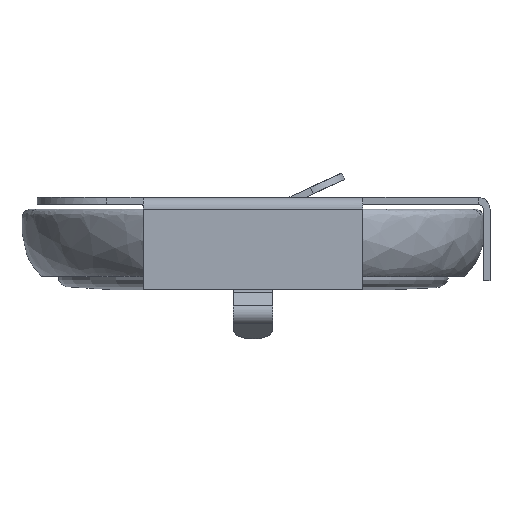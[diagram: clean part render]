
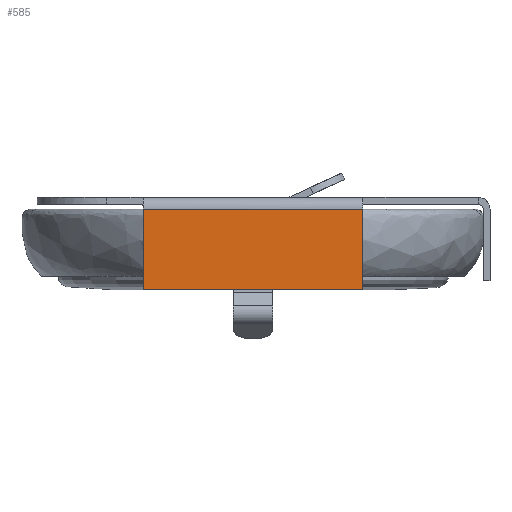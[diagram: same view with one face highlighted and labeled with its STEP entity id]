
A CAD part, front view. The second image highlights one B-rep face of the part: STEP entity #585.
In plain terms, the highlighted planar face has unit normal (0, -1, 0).
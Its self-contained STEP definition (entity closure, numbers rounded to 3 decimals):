
#90=PLANE('',#3733);
#585=ADVANCED_FACE('',(#724),#90,.T.);
#724=FACE_OUTER_BOUND('',#894,.T.);
#894=EDGE_LOOP('',(#1579,#1580,#1581,#1582,#1583,#1584));
#1579=ORIENTED_EDGE('',*,*,#2194,.T.);
#1580=ORIENTED_EDGE('',*,*,#2323,.T.);
#1581=ORIENTED_EDGE('',*,*,#2325,.T.);
#1582=ORIENTED_EDGE('',*,*,#2326,.T.);
#1583=ORIENTED_EDGE('',*,*,#2289,.T.);
#1584=ORIENTED_EDGE('',*,*,#2212,.F.);
#2194=EDGE_CURVE('',#3434,#3432,#2664,.T.);
#2212=EDGE_CURVE('',#3434,#3449,#2675,.T.);
#2289=EDGE_CURVE('',#3500,#3449,#2741,.T.);
#2323=EDGE_CURVE('',#3432,#3520,#2767,.T.);
#2325=EDGE_CURVE('',#3520,#3528,#2769,.T.);
#2326=EDGE_CURVE('',#3528,#3500,#2770,.T.);
#2664=B_SPLINE_CURVE_WITH_KNOTS('',1,(#14941,#14942),.UNSPECIFIED.,.F.,
 .F.,(2,2),(-3.5,0.),.UNSPECIFIED.);
#2675=B_SPLINE_CURVE_WITH_KNOTS('',1,(#14996,#14997),.UNSPECIFIED.,.F.,
 .F.,(2,2),(0.,9.5),.UNSPECIFIED.);
#2741=B_SPLINE_CURVE_WITH_KNOTS('',1,(#15177,#15178),.UNSPECIFIED.,.F.,
 .F.,(2,2),(0.,3.5),.UNSPECIFIED.);
#2767=B_SPLINE_CURVE_WITH_KNOTS('',1,(#15253,#15254),.UNSPECIFIED.,.F.,
 .F.,(2,2),(-3.9,0.),.UNSPECIFIED.);
#2769=B_SPLINE_CURVE_WITH_KNOTS('',1,(#15257,#15258),.UNSPECIFIED.,.F.,
 .F.,(2,2),(0.,1.7),.UNSPECIFIED.);
#2770=B_SPLINE_CURVE_WITH_KNOTS('',1,(#15259,#15260),.UNSPECIFIED.,.F.,
 .F.,(2,2),(0.,3.9),.UNSPECIFIED.);
#3432=VERTEX_POINT('',#14743);
#3434=VERTEX_POINT('',#14745);
#3449=VERTEX_POINT('',#14760);
#3500=VERTEX_POINT('',#14811);
#3520=VERTEX_POINT('',#14831);
#3528=VERTEX_POINT('',#14839);
#3733=AXIS2_PLACEMENT_3D('',#14411,#3815,$);
#3815=DIRECTION('',(0.,-1.,0.));
#14411=CARTESIAN_POINT('',(-5.712,-10.6,3.862));
#14743=CARTESIAN_POINT('',(-4.75,-10.6,0.));
#14745=CARTESIAN_POINT('',(-4.75,-10.6,3.5));
#14760=CARTESIAN_POINT('',(4.75,-10.6,3.5));
#14811=CARTESIAN_POINT('',(4.75,-10.6,0.));
#14831=CARTESIAN_POINT('',(-0.85,-10.6,0.));
#14839=CARTESIAN_POINT('',(0.85,-10.6,0.));
#14941=CARTESIAN_POINT('',(-4.75,-10.6,3.5));
#14942=CARTESIAN_POINT('',(-4.75,-10.6,0.));
#14996=CARTESIAN_POINT('',(-4.75,-10.6,3.5));
#14997=CARTESIAN_POINT('',(4.75,-10.6,3.5));
#15177=CARTESIAN_POINT('',(4.75,-10.6,0.));
#15178=CARTESIAN_POINT('',(4.75,-10.6,3.5));
#15253=CARTESIAN_POINT('',(-4.75,-10.6,0.));
#15254=CARTESIAN_POINT('',(-0.85,-10.6,0.));
#15257=CARTESIAN_POINT('',(-0.85,-10.6,0.));
#15258=CARTESIAN_POINT('',(0.85,-10.6,0.));
#15259=CARTESIAN_POINT('',(0.85,-10.6,0.));
#15260=CARTESIAN_POINT('',(4.75,-10.6,0.));
